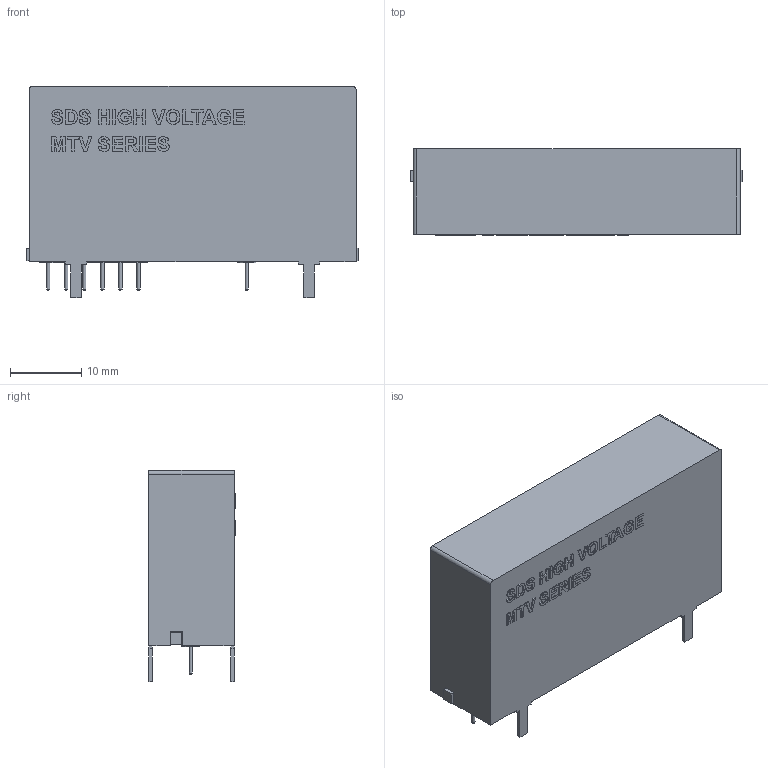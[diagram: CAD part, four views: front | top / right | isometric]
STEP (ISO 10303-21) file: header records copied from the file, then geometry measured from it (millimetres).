
FILE_DESCRIPTION(('FreeCAD Model'),'2;1');
FILE_NAME('Open CASCADE Shape Model','2025-09-18T14:34:20',(''),(''), 'Open CASCADE STEP processor 7.8','FreeCAD','Unknown');
FILE_SCHEMA(('AUTOMOTIVE_DESIGN { 1 0 10303 214 1 1 1 1 }'));
Length unit declared in the file: millimetre
Products named in the file (8): MT; PCB; Boitier; barrette_90_x6; picot_HT; Resine; Extrude; Extrude001
Assembly tree (7 placements, depth 2):
  MT
    PCB
    Boitier
    barrette_90_x6
    picot_HT
    Resine
    Extrude
    Extrude001
Bounding box: 46.7 x 12.13 x 29.69 mm (x, y, z)
Volume: 4536.2 mm3; surface area: 10698.5 mm2
Topology: 28 solids, 28 shells, 552 faces, 1460 edges, 971 vertices
Faces by surface type: plane 336, extrusion 198, cylinder 11, revolution 7
Full cylindrical faces by diameter (mm): 0.45 x7
Entity records: 36589 total; most frequent: CARTESIAN_POINT 8060, DIRECTION 4519, VECTOR 3728, LINE 3530, ORIENTED_EDGE 2920, PCURVE 2920, DEFINITIONAL_REPRESENTATION 2920, EDGE_CURVE 1460
